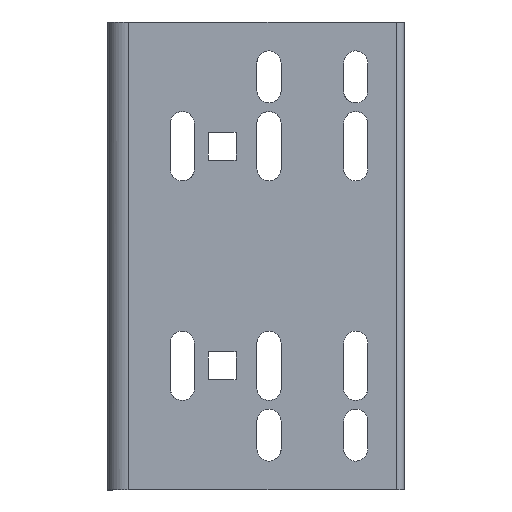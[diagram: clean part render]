
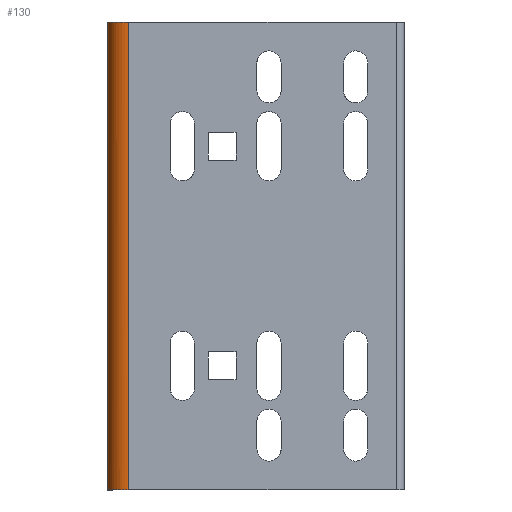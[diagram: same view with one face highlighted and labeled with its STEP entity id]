
A CAD part, left-side view. The second image highlights one B-rep face of the part: STEP entity #130.
In plain terms, the highlighted free-form (B-spline) face has degree [2, 1] with [9, 2] control points.
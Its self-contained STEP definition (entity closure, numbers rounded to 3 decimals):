
#130=ADVANCED_FACE('',(#293),#2944,.T.);
#293=FACE_OUTER_BOUND('',#502,.T.);
#502=EDGE_LOOP('',(#1090,#1091,#1092,#1093));
#1090=ORIENTED_EDGE('',*,*,#1809,.T.);
#1091=ORIENTED_EDGE('',*,*,#1813,.T.);
#1092=ORIENTED_EDGE('',*,*,#1812,.F.);
#1093=ORIENTED_EDGE('',*,*,#1814,.T.);
#1809=EDGE_CURVE('',#2673,#2749,#2356,.T.);
#1812=EDGE_CURVE('',#2672,#2751,#2210,.T.);
#1813=EDGE_CURVE('',#2749,#2751,#2357,.T.);
#1814=EDGE_CURVE('',#2672,#2673,#2358,.T.);
#2210=B_SPLINE_CURVE_WITH_KNOTS('',1,(#5415,#5416),.UNSPECIFIED.,.F.,.F.,
(2,2),(-135.,0.),.UNSPECIFIED.);
#2356=(
BOUNDED_CURVE()
B_SPLINE_CURVE(1,(#5409,#5410),.UNSPECIFIED.,.F.,.F.)
B_SPLINE_CURVE_WITH_KNOTS((2,2),(0.,135.),.UNSPECIFIED.)
CURVE()
GEOMETRIC_REPRESENTATION_ITEM()
RATIONAL_B_SPLINE_CURVE((1.,1.))
REPRESENTATION_ITEM('')
);
#2357=(
BOUNDED_CURVE()
B_SPLINE_CURVE(2,(#5417,#5418,#5419,#5420,#5421),.UNSPECIFIED.,.F.,.F.)
B_SPLINE_CURVE_WITH_KNOTS((3,2,3),(-18.85,-9.425,
0.),.UNSPECIFIED.)
CURVE()
GEOMETRIC_REPRESENTATION_ITEM()
RATIONAL_B_SPLINE_CURVE((1.,0.707,1.,0.707,1.))
REPRESENTATION_ITEM('')
);
#2358=(
BOUNDED_CURVE()
B_SPLINE_CURVE(2,(#5422,#5423,#5424,#5425,#5426),.UNSPECIFIED.,.F.,.F.)
B_SPLINE_CURVE_WITH_KNOTS((3,2,3),(-18.85,-9.425,
0.),.UNSPECIFIED.)
CURVE()
GEOMETRIC_REPRESENTATION_ITEM()
RATIONAL_B_SPLINE_CURVE((1.,0.707,1.,0.707,1.))
REPRESENTATION_ITEM('')
);
#2672=VERTEX_POINT('',#4657);
#2673=VERTEX_POINT('',#4658);
#2749=VERTEX_POINT('',#4734);
#2751=VERTEX_POINT('',#4736);
#2944=(
BOUNDED_SURFACE()
B_SPLINE_SURFACE(2,1,((#3498,#3499),(#3500,#3501),(#3502,#3503),(#3504,
#3505),(#3506,#3507),(#3508,#3509),(#3510,#3511),(#3512,#3513),(#3514,#3515)),
 .UNSPECIFIED.,.T.,.F.,.F.)
B_SPLINE_SURFACE_WITH_KNOTS((3,2,2,2,3),(2,2),(0.,1.571,3.142,
4.712,6.283),(0.,162.6),.UNSPECIFIED.)
GEOMETRIC_REPRESENTATION_ITEM()
RATIONAL_B_SPLINE_SURFACE(((1.,1.),(0.707,0.707),
(1.,1.),(0.707,0.707),(1.,1.),(0.707,
0.707),(1.,1.),(0.707,0.707),(1.,1.)))
REPRESENTATION_ITEM('')
SURFACE()
);
#3498=CARTESIAN_POINT('',(-44.,73.5,-81.3));
#3499=CARTESIAN_POINT('',(-44.,73.5,81.3));
#3500=CARTESIAN_POINT('',(-38.,73.5,-81.3));
#3501=CARTESIAN_POINT('',(-38.,73.5,81.3));
#3502=CARTESIAN_POINT('',(-38.,79.5,-81.3));
#3503=CARTESIAN_POINT('',(-38.,79.5,81.3));
#3504=CARTESIAN_POINT('',(-38.,85.5,-81.3));
#3505=CARTESIAN_POINT('',(-38.,85.5,81.3));
#3506=CARTESIAN_POINT('',(-44.,85.5,-81.3));
#3507=CARTESIAN_POINT('',(-44.,85.5,81.3));
#3508=CARTESIAN_POINT('',(-50.,85.5,-81.3));
#3509=CARTESIAN_POINT('',(-50.,85.5,81.3));
#3510=CARTESIAN_POINT('',(-50.,79.5,-81.3));
#3511=CARTESIAN_POINT('',(-50.,79.5,81.3));
#3512=CARTESIAN_POINT('',(-50.,73.5,-81.3));
#3513=CARTESIAN_POINT('',(-50.,73.5,81.3));
#3514=CARTESIAN_POINT('',(-44.,73.5,-81.3));
#3515=CARTESIAN_POINT('',(-44.,73.5,81.3));
#4657=CARTESIAN_POINT('',(-50.,79.5,67.5));
#4658=CARTESIAN_POINT('',(-38.,79.5,67.5));
#4734=CARTESIAN_POINT('',(-38.,79.5,-67.5));
#4736=CARTESIAN_POINT('',(-50.,79.5,-67.5));
#5409=CARTESIAN_POINT('',(-38.,79.5,67.5));
#5410=CARTESIAN_POINT('',(-38.,79.5,-67.5));
#5415=CARTESIAN_POINT('',(-50.,79.5,67.5));
#5416=CARTESIAN_POINT('',(-50.,79.5,-67.5));
#5417=CARTESIAN_POINT('',(-38.,79.5,-67.5));
#5418=CARTESIAN_POINT('',(-38.,85.5,-67.5));
#5419=CARTESIAN_POINT('',(-44.,85.5,-67.5));
#5420=CARTESIAN_POINT('',(-50.,85.5,-67.5));
#5421=CARTESIAN_POINT('',(-50.,79.5,-67.5));
#5422=CARTESIAN_POINT('',(-50.,79.5,67.5));
#5423=CARTESIAN_POINT('',(-50.,85.5,67.5));
#5424=CARTESIAN_POINT('',(-44.,85.5,67.5));
#5425=CARTESIAN_POINT('',(-38.,85.5,67.5));
#5426=CARTESIAN_POINT('',(-38.,79.5,67.5));
